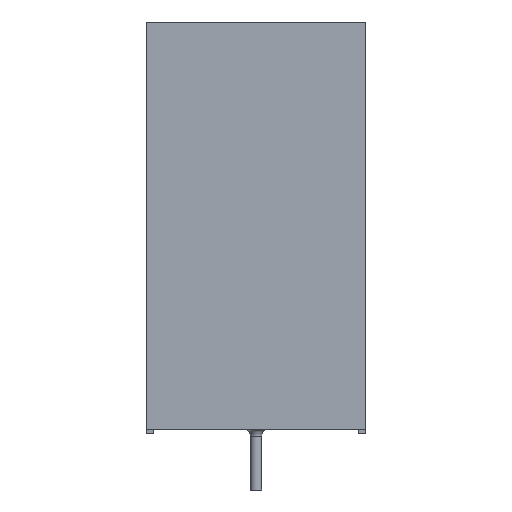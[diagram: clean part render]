
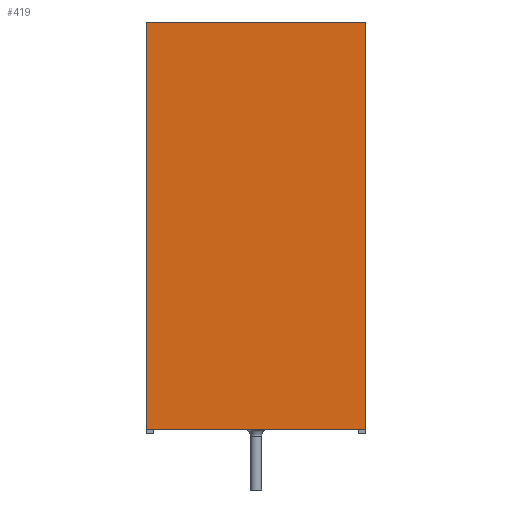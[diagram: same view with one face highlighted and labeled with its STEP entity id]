
A CAD part, left-side view. The second image highlights one B-rep face of the part: STEP entity #419.
In plain terms, the highlighted planar face has unit normal (-1, 0, 0).
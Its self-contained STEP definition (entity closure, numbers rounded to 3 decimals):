
#419 = ADVANCED_FACE( '', ( #983 ), #984, .F. );
#983 = FACE_OUTER_BOUND( '', #1730, .T. );
#984 = PLANE( '', #1731 );
#1730 = EDGE_LOOP( '', ( #3137, #3138, #3139, #3140 ) );
#1731 = AXIS2_PLACEMENT_3D( '', #3141, #3142, #3143 );
#3137 = ORIENTED_EDGE( '', *, *, #5328, .T. );
#3138 = ORIENTED_EDGE( '', *, *, #5041, .F. );
#3139 = ORIENTED_EDGE( '', *, *, #5329, .F. );
#3140 = ORIENTED_EDGE( '', *, *, #5330, .T. );
#3141 = CARTESIAN_POINT( '', ( -15.5, -7.75, 14.35 ) );
#3142 = DIRECTION( '', ( 1., 0., 0. ) );
#3143 = DIRECTION( '', ( 0., 0., -1. ) );
#5041 = EDGE_CURVE( '', #5905, #5907, #5908, .T. );
#5328 = EDGE_CURVE( '', #6372, #5907, #6373, .T. );
#5329 = EDGE_CURVE( '', #6374, #5905, #6375, .T. );
#5330 = EDGE_CURVE( '', #6374, #6372, #6376, .T. );
#5905 = VERTEX_POINT( '', #7375 );
#5907 = VERTEX_POINT( '', #7378 );
#5908 = LINE( '', #7379, #7380 );
#6372 = VERTEX_POINT( '', #8468 );
#6373 = LINE( '', #8469, #8470 );
#6374 = VERTEX_POINT( '', #8471 );
#6375 = LINE( '', #8472, #8473 );
#6376 = LINE( '', #8474, #8475 );
#7375 = CARTESIAN_POINT( '', ( -15.5, -7.75, -14.35 ) );
#7378 = CARTESIAN_POINT( '', ( -15.5, 7.75, -14.35 ) );
#7379 = CARTESIAN_POINT( '', ( -15.5, -7.75, -14.35 ) );
#7380 = VECTOR( '', #10195, 1000. );
#8468 = CARTESIAN_POINT( '', ( -15.5, 7.75, 14.35 ) );
#8469 = CARTESIAN_POINT( '', ( -15.5, 7.75, 14.35 ) );
#8470 = VECTOR( '', #10338, 1000. );
#8471 = CARTESIAN_POINT( '', ( -15.5, -7.75, 14.35 ) );
#8472 = CARTESIAN_POINT( '', ( -15.5, -7.75, 14.35 ) );
#8473 = VECTOR( '', #10339, 1000. );
#8474 = CARTESIAN_POINT( '', ( -15.5, -7.75, 14.35 ) );
#8475 = VECTOR( '', #10340, 1000. );
#10195 = DIRECTION( '', ( 0., 1., 0. ) );
#10338 = DIRECTION( '', ( 0., 0., -1. ) );
#10339 = DIRECTION( '', ( 0., 0., -1. ) );
#10340 = DIRECTION( '', ( 0., 1., 0. ) );
